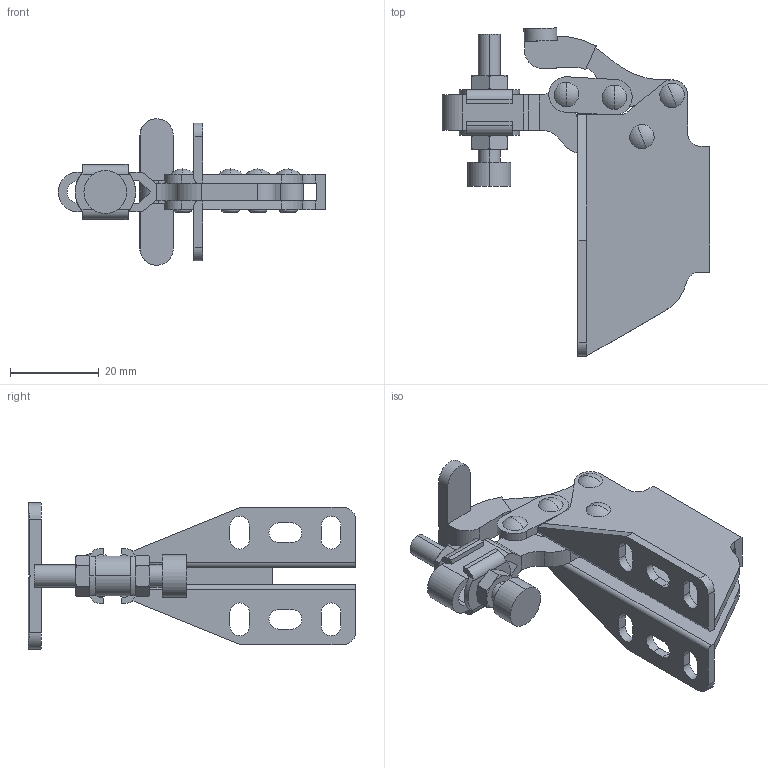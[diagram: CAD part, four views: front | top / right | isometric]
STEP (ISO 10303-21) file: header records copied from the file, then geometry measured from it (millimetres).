
FILE_DESCRIPTION (( 'STEP AP214' ), '1' );
FILE_NAME ('GH-13005-SM(Â²¤Æ)-1.STEP', '2020-03-18T08:38:31', ( 'LinWei' ), ( '' ), 'SwSTEP 2.0', 'SolidWorks 2016', '' );
FILE_SCHEMA (( 'AUTOMOTIVE_DESIGN' ));
Length unit declared in the file: millimetre
Products named in the file (6): Group5^GH-13005-SM(簡化)-1; 11300501-2^GH-13005-SM(簡化)-1; 11300508-1^GH-13005-SM(簡化)-1; Group2^GH-13005-SM(簡化)-1; Group4^GH-13005-SM(簡化)-1; GH-13005-SM(簡化)-1
Assembly tree (5 placements, depth 2):
  GH-13005-SM(簡化)-1
    Group4^GH-13005-SM(簡化)-1
    Group2^GH-13005-SM(簡化)-1
    11300508-1^GH-13005-SM(簡化)-1
    11300501-2^GH-13005-SM(簡化)-1
    Group5^GH-13005-SM(簡化)-1
Bounding box: 60.3 x 73.89 x 33 mm (x, y, z)
Volume: 13017.7 mm3; surface area: 15427.3 mm2
Topology: 6 solids, 6 shells, 302 faces, 781 edges, 502 vertices
Faces by surface type: plane 142, cylinder 116, cone 24, sphere 8, torus 8, bspline 4
Entity records: 10434 total; most frequent: CARTESIAN_POINT 1981, DIRECTION 1589, ORIENTED_EDGE 1554, EDGE_CURVE 777, AXIS2_PLACEMENT_3D 590, VERTEX_POINT 502, LINE 409, VECTOR 409
